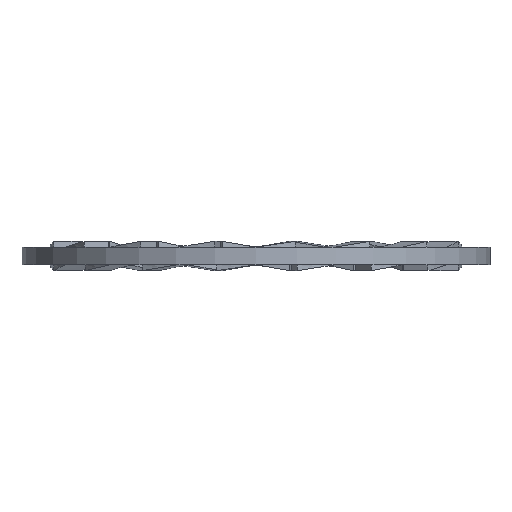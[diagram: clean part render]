
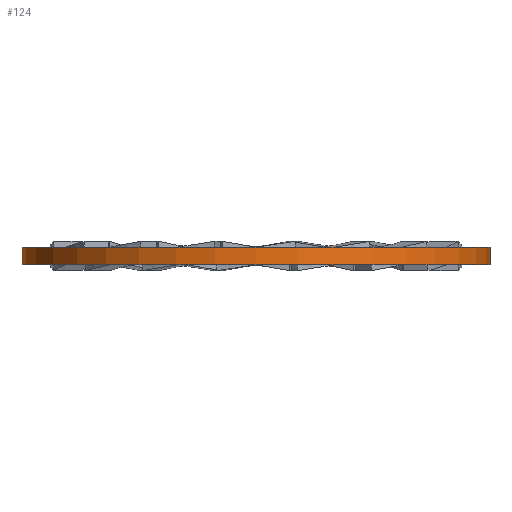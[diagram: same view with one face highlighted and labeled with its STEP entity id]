
A CAD part, front view. The second image highlights one B-rep face of the part: STEP entity #124.
In plain terms, the highlighted cylindrical face has radius 8 mm (diameter 16 mm), a partial arc.
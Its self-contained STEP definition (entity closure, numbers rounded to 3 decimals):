
#65=CARTESIAN_POINT('',(0.0,0.0,11.8));
#66=DIRECTION('',(0.0,0.0,1.0));
#67=DIRECTION('',(1.0,0.0,0.0));
#68=AXIS2_PLACEMENT_3D('',#65,#66,#67);
#69=CYLINDRICAL_SURFACE('',#68,8.0);
#70=CARTESIAN_POINT('',(8.0,0.0,12.6));
#71=VERTEX_POINT('',#70);
#72=CARTESIAN_POINT('',(8.0,0.0,12.0));
#73=VERTEX_POINT('',#72);
#74=CARTESIAN_POINT('',(8.0,0.0,12.6));
#75=DIRECTION('',(0.0,0.0,-1.0));
#76=VECTOR('',#75,0.6);
#77=LINE('',#74,#76);
#78=EDGE_CURVE('',#71,#73,#77,.T.);
#79=ORIENTED_EDGE('',*,*,#78,.F.);
#80=CARTESIAN_POINT('',(0.0,-8.0,12.6));
#81=VERTEX_POINT('',#80);
#82=CARTESIAN_POINT('',(0.0,0.0,12.6));
#83=DIRECTION('',(0.0,0.0,-1.0));
#84=DIRECTION('',(1.0,0.0,0.0));
#85=AXIS2_PLACEMENT_3D('',#82,#83,#84);
#86=CIRCLE('',#85,8.0);
#87=EDGE_CURVE('',#71,#81,#86,.T.);
#88=ORIENTED_EDGE('',*,*,#87,.T.);
#89=CARTESIAN_POINT('',(-8.0,0.,12.6));
#90=VERTEX_POINT('',#89);
#91=CARTESIAN_POINT('',(0.0,0.0,12.6));
#92=DIRECTION('',(0.0,0.0,-1.0));
#93=DIRECTION('',(1.0,0.0,0.0));
#94=AXIS2_PLACEMENT_3D('',#91,#92,#93);
#95=CIRCLE('',#94,8.0);
#96=EDGE_CURVE('',#81,#90,#95,.T.);
#97=ORIENTED_EDGE('',*,*,#96,.T.);
#98=CARTESIAN_POINT('',(-8.0,0.,12.0));
#99=VERTEX_POINT('',#98);
#100=CARTESIAN_POINT('',(-8.0,0.,12.6));
#101=DIRECTION('',(0.0,0.0,-1.0));
#102=VECTOR('',#101,0.6);
#103=LINE('',#100,#102);
#104=EDGE_CURVE('',#90,#99,#103,.T.);
#105=ORIENTED_EDGE('',*,*,#104,.T.);
#106=CARTESIAN_POINT('',(0.0,-8.0,12.0));
#107=VERTEX_POINT('',#106);
#108=CARTESIAN_POINT('',(0.0,0.0,12.0));
#109=DIRECTION('',(0.0,0.0,1.0));
#110=DIRECTION('',(1.0,0.0,0.0));
#111=AXIS2_PLACEMENT_3D('',#108,#109,#110);
#112=CIRCLE('',#111,8.0);
#113=EDGE_CURVE('',#99,#107,#112,.T.);
#114=ORIENTED_EDGE('',*,*,#113,.T.);
#115=CARTESIAN_POINT('',(0.0,0.0,12.0));
#116=DIRECTION('',(0.0,0.0,1.0));
#117=DIRECTION('',(1.0,0.0,0.0));
#118=AXIS2_PLACEMENT_3D('',#115,#116,#117);
#119=CIRCLE('',#118,8.0);
#120=EDGE_CURVE('',#107,#73,#119,.T.);
#121=ORIENTED_EDGE('',*,*,#120,.T.);
#122=EDGE_LOOP('',(#79,#88,#97,#105,#114,#121));
#123=FACE_OUTER_BOUND('',#122,.T.);
#124=ADVANCED_FACE('',(#123),#69,.T.);
